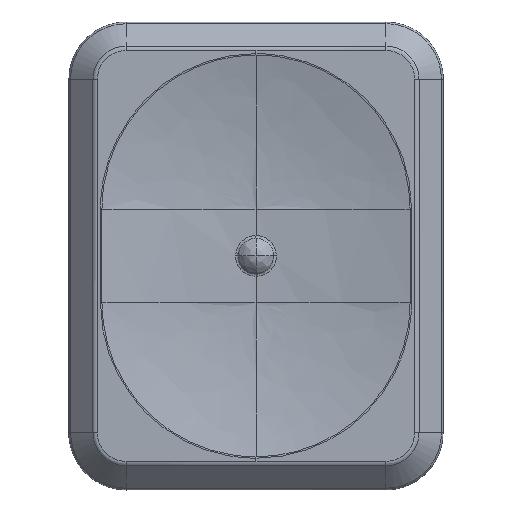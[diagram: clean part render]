
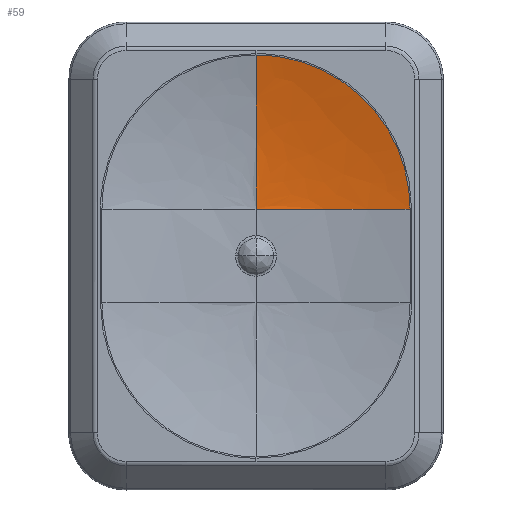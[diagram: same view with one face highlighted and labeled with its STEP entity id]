
A CAD part, top view. The second image highlights one B-rep face of the part: STEP entity #59.
In plain terms, the highlighted free-form (B-spline) face has degree [2, 2] with [3, 3] control points.
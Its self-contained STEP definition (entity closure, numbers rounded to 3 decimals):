
#59=ADVANCED_FACE('',(#163),#1440,.T.);
#163=FACE_OUTER_BOUND('',#267,.T.);
#267=EDGE_LOOP('',(#502,#503,#504));
#502=ORIENTED_EDGE('',*,*,#891,.T.);
#503=ORIENTED_EDGE('',*,*,#890,.F.);
#504=ORIENTED_EDGE('',*,*,#892,.T.);
#890=EDGE_CURVE('',#1335,#1333,#1054,.T.);
#891=EDGE_CURVE('',#1336,#1333,#1055,.T.);
#892=EDGE_CURVE('',#1335,#1336,#1056,.T.);
#1054=(
BOUNDED_CURVE()
B_SPLINE_CURVE(2,(#2942,#2943,#2944),.UNSPECIFIED.,.F.,.F.)
B_SPLINE_CURVE_WITH_KNOTS((3,3),(-7.517,-0.092),
 .UNSPECIFIED.)
CURVE()
GEOMETRIC_REPRESENTATION_ITEM()
RATIONAL_B_SPLINE_CURVE((1.,1.,1.))
REPRESENTATION_ITEM('')
);
#1055=(
BOUNDED_CURVE()
B_SPLINE_CURVE(2,(#2945,#2946,#2947),.UNSPECIFIED.,.F.,.F.)
B_SPLINE_CURVE_WITH_KNOTS((3,3),(11.781,23.562),
 .UNSPECIFIED.)
CURVE()
GEOMETRIC_REPRESENTATION_ITEM()
RATIONAL_B_SPLINE_CURVE((1.,0.707,1.))
REPRESENTATION_ITEM('')
);
#1056=(
BOUNDED_CURVE()
B_SPLINE_CURVE(2,(#2948,#2949,#2950),.UNSPECIFIED.,.F.,.F.)
B_SPLINE_CURVE_WITH_KNOTS((3,3),(-7.517,-0.092),
 .UNSPECIFIED.)
CURVE()
GEOMETRIC_REPRESENTATION_ITEM()
RATIONAL_B_SPLINE_CURVE((1.,1.,1.))
REPRESENTATION_ITEM('')
);
#1333=VERTEX_POINT('',#2514);
#1335=VERTEX_POINT('',#2516);
#1336=VERTEX_POINT('',#2517);
#1440=(
BOUNDED_SURFACE()
B_SPLINE_SURFACE(2,2,((#1905,#1906,#1907),(#1908,#1909,#1910),(#1911,#1912,
#1913)),.UNSPECIFIED.,.F.,.F.,.F.)
B_SPLINE_SURFACE_WITH_KNOTS((3,3),(3,3),(11.781,23.562),
(0.092,7.517),.UNSPECIFIED.)
GEOMETRIC_REPRESENTATION_ITEM()
RATIONAL_B_SPLINE_SURFACE(((1.,1.,1.),(0.707,0.707,
0.707),(1.,1.,1.)))
REPRESENTATION_ITEM('')
SURFACE()
);
#1905=CARTESIAN_POINT('',(67.459,34.,9.442));
#1906=CARTESIAN_POINT('',(63.755,34.,8.55));
#1907=CARTESIAN_POINT('',(60.051,34.,8.55));
#1908=CARTESIAN_POINT('',(67.459,41.409,9.442));
#1909=CARTESIAN_POINT('',(63.755,37.704,8.55));
#1910=CARTESIAN_POINT('',(60.051,34.,8.55));
#1911=CARTESIAN_POINT('',(60.051,41.409,9.442));
#1912=CARTESIAN_POINT('',(60.051,37.704,8.55));
#1913=CARTESIAN_POINT('',(60.051,34.,8.55));
#2514=CARTESIAN_POINT('',(60.051,41.409,9.442));
#2516=CARTESIAN_POINT('',(60.051,34.,8.55));
#2517=CARTESIAN_POINT('',(67.459,34.,9.442));
#2942=CARTESIAN_POINT('',(60.051,34.,8.55));
#2943=CARTESIAN_POINT('',(60.051,37.704,8.55));
#2944=CARTESIAN_POINT('',(60.051,41.409,9.442));
#2945=CARTESIAN_POINT('',(67.459,34.,9.442));
#2946=CARTESIAN_POINT('',(67.459,41.409,9.442));
#2947=CARTESIAN_POINT('',(60.051,41.409,9.442));
#2948=CARTESIAN_POINT('',(60.051,34.,8.55));
#2949=CARTESIAN_POINT('',(63.755,34.,8.55));
#2950=CARTESIAN_POINT('',(67.459,34.,9.442));
